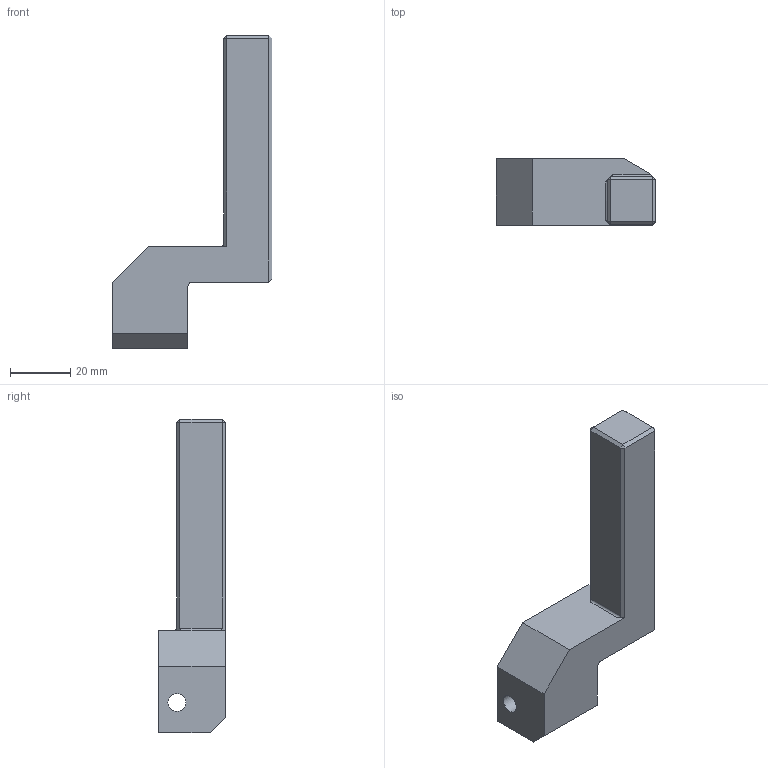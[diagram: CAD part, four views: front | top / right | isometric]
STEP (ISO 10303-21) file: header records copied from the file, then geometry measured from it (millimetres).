
FILE_DESCRIPTION(/* description */ (''),/* implementation_level */ '2;1');
FILE_NAME(/* name */ '1587020147941.stp',/* time_stamp */ '2020-04-16T12:26:02+06:00',/* author */ (''),/* organization */ ('SMS'),/* preprocessor_version */ 'ST-DEVELOPER v16.7',/* originating_system */ 'SIEMENS PLM Software NX 12.0',/* authorisation */ '');
FILE_SCHEMA (('AUTOMOTIVE_DESIGN { 1 0 10303 214 3 1 1 1 }'));
Length unit declared in the file: millimetre
Products named in the file (1): 202965408mod000_00
Bounding box: 53 x 22 x 104 mm (x, y, z)
Volume: 37757.2 mm3; surface area: 10295 mm2
Topology: 1 solids, 3 shells, 39 faces, 91 edges, 59 vertices
Faces by surface type: plane 28, cylinder 5, cone 4, torus 2
Full cylindrical faces by diameter (mm): 6 x1
Entity records: 1218 total; most frequent: CARTESIAN_POINT 255, ORIENTED_EDGE 186, DIRECTION 185, EDGE_CURVE 93, LINE 67, VECTOR 67, VERTEX_POINT 62, AXIS2_PLACEMENT_3D 59
